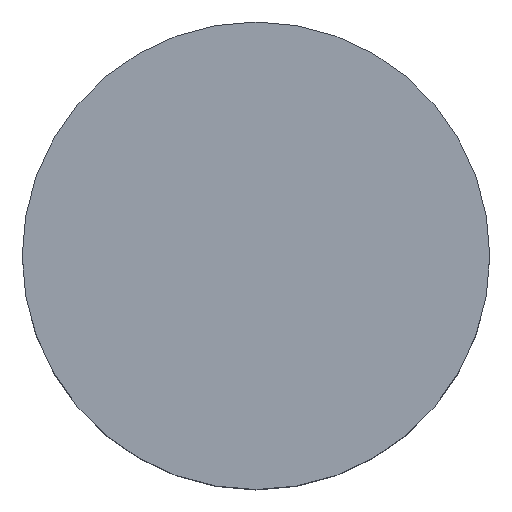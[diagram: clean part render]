
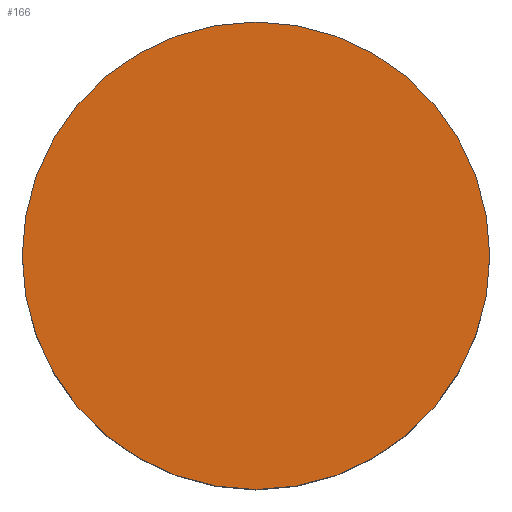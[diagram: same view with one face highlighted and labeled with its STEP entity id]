
A CAD part, top view. The second image highlights one B-rep face of the part: STEP entity #166.
In plain terms, the highlighted planar face has unit normal (0, 0, 1).
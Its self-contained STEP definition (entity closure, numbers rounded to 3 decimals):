
#10 = VERTEX_POINT ( 'NONE', #293 ) ;
#63 = EDGE_CURVE ( 'NONE', #10, #90, #332, .T. ) ;
#64 = DIRECTION ( 'NONE',  ( 0., 0., 1. ) ) ;
#69 = CIRCLE ( 'NONE', #184, 2. ) ;
#72 = FACE_OUTER_BOUND ( 'NONE', #325, .T. ) ;
#90 = VERTEX_POINT ( 'NONE', #183 ) ;
#107 = DIRECTION ( 'NONE',  ( 1., 0., 0. ) ) ;
#166 = ADVANCED_FACE ( 'NONE', ( #72 ), #247, .T. ) ;
#179 = AXIS2_PLACEMENT_3D ( 'NONE', #261, #234, #264 ) ;
#183 = CARTESIAN_POINT ( 'NONE',  ( 2., 0., 0. ) ) ;
#184 = AXIS2_PLACEMENT_3D ( 'NONE', #199, #64, #336 ) ;
#199 = CARTESIAN_POINT ( 'NONE',  ( 0., 0., 0. ) ) ;
#200 = AXIS2_PLACEMENT_3D ( 'NONE', #353, #266, #107 ) ;
#234 = DIRECTION ( 'NONE',  ( 0., 0., 1. ) ) ;
#247 = PLANE ( 'NONE',  #200 ) ;
#261 = CARTESIAN_POINT ( 'NONE',  ( 0., 0., 0. ) ) ;
#264 = DIRECTION ( 'NONE',  ( 1., 0., 0. ) ) ;
#266 = DIRECTION ( 'NONE',  ( 0., 0., 1. ) ) ;
#272 = EDGE_CURVE ( 'NONE', #90, #10, #69, .T. ) ;
#281 = ORIENTED_EDGE ( 'NONE', *, *, #272, .T. ) ;
#291 = ORIENTED_EDGE ( 'NONE', *, *, #63, .T. ) ;
#293 = CARTESIAN_POINT ( 'NONE',  ( -2., 0., 0. ) ) ;
#325 = EDGE_LOOP ( 'NONE', ( #281, #291 ) ) ;
#332 = CIRCLE ( 'NONE', #179, 2. ) ;
#336 = DIRECTION ( 'NONE',  ( 1., 0., 0. ) ) ;
#353 = CARTESIAN_POINT ( 'NONE',  ( 0., 0., 0. ) ) ;
